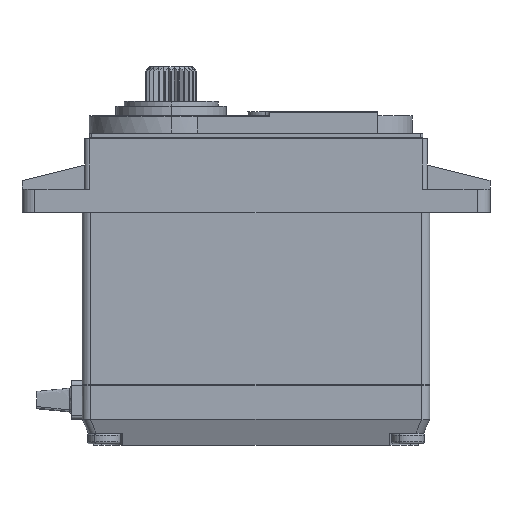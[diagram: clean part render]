
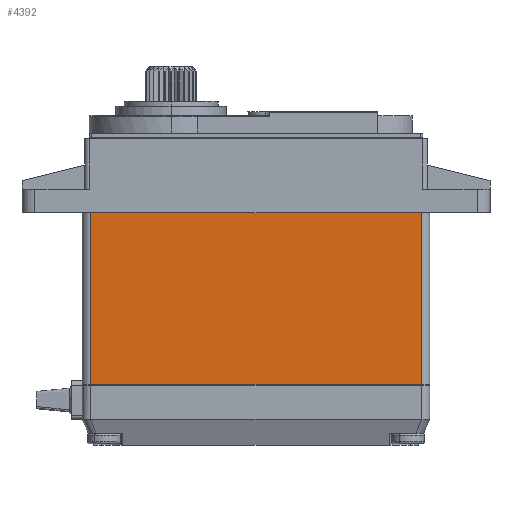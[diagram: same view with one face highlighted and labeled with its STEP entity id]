
A CAD part, front view. The second image highlights one B-rep face of the part: STEP entity #4392.
In plain terms, the highlighted planar face has unit normal (0, -1, 0).
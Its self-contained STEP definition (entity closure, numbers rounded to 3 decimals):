
#951 = VECTOR ( 'NONE', #4429, 1000. ) ;
#1515 = CARTESIAN_POINT ( 'NONE',  ( 19.15, -10., -31.18 ) ) ;
#1555 = CARTESIAN_POINT ( 'NONE',  ( -19.15, -10., -11.22 ) ) ;
#1735 = LINE ( 'NONE', #21208, #951 ) ;
#1903 = VERTEX_POINT ( 'NONE', #1515 ) ;
#1954 = EDGE_CURVE ( 'NONE', #21088, #1903, #11645, .T. ) ;
#2580 = AXIS2_PLACEMENT_3D ( 'NONE', #17547, #16139, #6303 ) ;
#3465 = LINE ( 'NONE', #16350, #7622 ) ;
#4059 = VERTEX_POINT ( 'NONE', #1555 ) ;
#4392 = ADVANCED_FACE ( 'NONE', ( #17591 ), #12503, .F. ) ;
#4429 = DIRECTION ( 'NONE',  ( 1., 0., 0. ) ) ;
#4554 = EDGE_LOOP ( 'NONE', ( #12495, #14365, #12127, #16370 ) ) ;
#5041 = CARTESIAN_POINT ( 'NONE',  ( 19.15, -10., -11.2 ) ) ;
#6303 = DIRECTION ( 'NONE',  ( -1., 0., 0. ) ) ;
#7418 = VECTOR ( 'NONE', #9903, 1000. ) ;
#7622 = VECTOR ( 'NONE', #19741, 1000. ) ;
#9664 = CARTESIAN_POINT ( 'NONE',  ( 19.15, -10., -11.22 ) ) ;
#9853 = EDGE_CURVE ( 'NONE', #21088, #4059, #13897, .T. ) ;
#9903 = DIRECTION ( 'NONE',  ( 0., 0., -1. ) ) ;
#10008 = DIRECTION ( 'NONE',  ( -1., 0., 0. ) ) ;
#11645 = LINE ( 'NONE', #5041, #7418 ) ;
#12127 = ORIENTED_EDGE ( 'NONE', *, *, #1954, .F. ) ;
#12495 = ORIENTED_EDGE ( 'NONE', *, *, #15827, .T. ) ;
#12503 = PLANE ( 'NONE',  #2580 ) ;
#13897 = LINE ( 'NONE', #15214, #20220 ) ;
#14365 = ORIENTED_EDGE ( 'NONE', *, *, #20504, .T. ) ;
#15214 = CARTESIAN_POINT ( 'NONE',  ( 19.15, -10., -11.22 ) ) ;
#15827 = EDGE_CURVE ( 'NONE', #4059, #16672, #3465, .T. ) ;
#16139 = DIRECTION ( 'NONE',  ( 0., 1., 0. ) ) ;
#16350 = CARTESIAN_POINT ( 'NONE',  ( -19.15, -10., -11.2 ) ) ;
#16370 = ORIENTED_EDGE ( 'NONE', *, *, #9853, .T. ) ;
#16672 = VERTEX_POINT ( 'NONE', #17220 ) ;
#17220 = CARTESIAN_POINT ( 'NONE',  ( -19.15, -10., -31.18 ) ) ;
#17547 = CARTESIAN_POINT ( 'NONE',  ( 19.15, -10., -11.2 ) ) ;
#17591 = FACE_OUTER_BOUND ( 'NONE', #4554, .T. ) ;
#19741 = DIRECTION ( 'NONE',  ( 0., 0., -1. ) ) ;
#20220 = VECTOR ( 'NONE', #10008, 1000. ) ;
#20504 = EDGE_CURVE ( 'NONE', #16672, #1903, #1735, .T. ) ;
#21088 = VERTEX_POINT ( 'NONE', #9664 ) ;
#21208 = CARTESIAN_POINT ( 'NONE',  ( 19.15, -10., -31.18 ) ) ;
